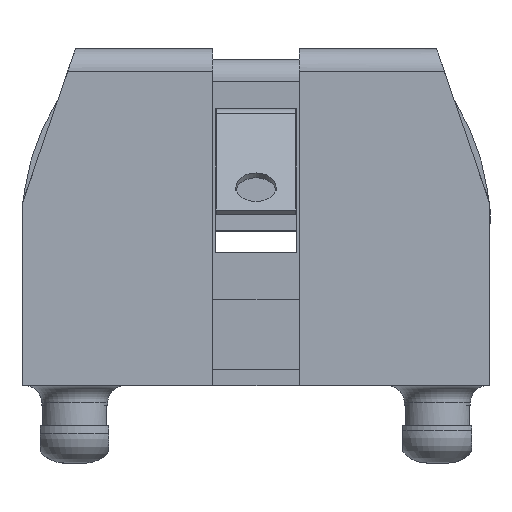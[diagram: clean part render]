
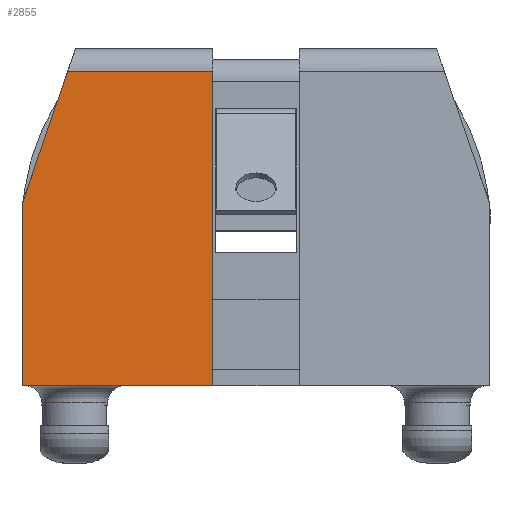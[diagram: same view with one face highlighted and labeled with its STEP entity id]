
A CAD part, left-side view. The second image highlights one B-rep face of the part: STEP entity #2855.
In plain terms, the highlighted planar face has unit normal (-1, 0, 0.018).
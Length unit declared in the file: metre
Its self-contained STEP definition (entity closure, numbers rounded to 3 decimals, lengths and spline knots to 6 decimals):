
#2855 = ADVANCED_FACE( '', ( #8030 ), #8031, .F. );
#3555 = EDGE_CURVE( '', #7771, #9192, #9193, .T. );
#6357 = EDGE_CURVE( '', #9739, #12834, #12948, .T. );
#6359 = EDGE_CURVE( '', #9192, #9739, #12950, .T. );
#6387 = EDGE_CURVE( '', #12834, #10948, #12980, .T. );
#6767 = EDGE_CURVE( '', #7771, #10948, #13422, .T. );
#7771 = VERTEX_POINT( '', #14918 );
#8030 = FACE_OUTER_BOUND( '', #15441, .T. );
#8031 = PLANE( '', #15442 );
#9192 = VERTEX_POINT( '', #17742 );
#9193 = LINE( '', #17743, #17744 );
#9739 = VERTEX_POINT( '', #18745 );
#10948 = VERTEX_POINT( '', #21050 );
#12834 = VERTEX_POINT( '', #25594 );
#12948 = LINE( '', #25860, #25861 );
#12950 = LINE( '', #25864, #25865 );
#12980 = LINE( '', #25942, #25943 );
#13422 = LINE( '', #26927, #26928 );
#14918 = CARTESIAN_POINT( '', ( -0.038285, 0.001772, 0.014248 ) );
#15441 = EDGE_LOOP( '', ( #29196, #29197, #29198, #29199, #29200 ) );
#15442 = AXIS2_PLACEMENT_3D( '', #29201, #29202, #29203 );
#17742 = CARTESIAN_POINT( '', ( -0.038527, 0.001772, 0.000387 ) );
#17743 = CARTESIAN_POINT( '', ( -0.038268, 0.001772, 0.015246 ) );
#17744 = VECTOR( '', #30714, 1. );
#18745 = CARTESIAN_POINT( '', ( -0.038527, 0.010192, 0.000387 ) );
#21050 = CARTESIAN_POINT( '', ( -0.038285, 0.008174, 0.014248 ) );
#25594 = CARTESIAN_POINT( '', ( -0.038387, 0.010192, 0.008388 ) );
#25860 = CARTESIAN_POINT( '', ( -0.038268, 0.010192, 0.015246 ) );
#25861 = VECTOR( '', #36970, 1. );
#25864 = CARTESIAN_POINT( '', ( -0.038527, 0.00783, 0.000387 ) );
#25865 = VECTOR( '', #36971, 1. );
#25942 = CARTESIAN_POINT( '', ( -0.038387, 0.010193, 0.008386 ) );
#25943 = VECTOR( '', #37019, 1. );
#26927 = CARTESIAN_POINT( '', ( -0.038285, 0.00783, 0.014248 ) );
#26928 = VECTOR( '', #37855, 1. );
#29196 = ORIENTED_EDGE( '', *, *, #3555, .F. );
#29197 = ORIENTED_EDGE( '', *, *, #6767, .T. );
#29198 = ORIENTED_EDGE( '', *, *, #6387, .F. );
#29199 = ORIENTED_EDGE( '', *, *, #6357, .F. );
#29200 = ORIENTED_EDGE( '', *, *, #6359, .F. );
#29201 = CARTESIAN_POINT( '', ( -0.038268, 0.00783, 0.015246 ) );
#29202 = DIRECTION( '', ( 1., 0., -0.017 ) );
#29203 = DIRECTION( '', ( 0., -1., 0. ) );
#30714 = DIRECTION( '', ( -0.017, 0., -1. ) );
#36970 = DIRECTION( '', ( 0.017, 0., 1. ) );
#36971 = DIRECTION( '', ( 0., 1., 0. ) );
#37019 = DIRECTION( '', ( 0.017, -0.326, 0.945 ) );
#37855 = DIRECTION( '', ( 0., 1., 0. ) );
